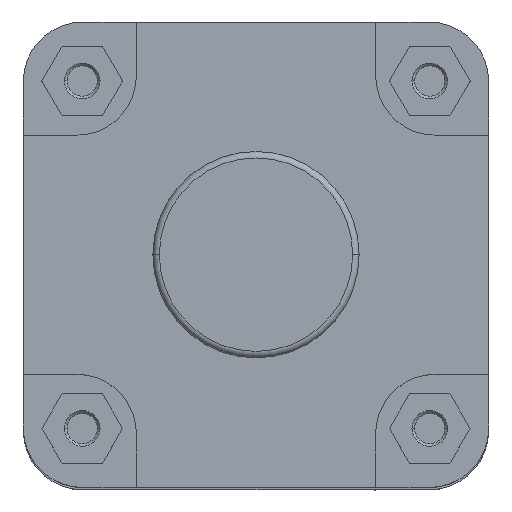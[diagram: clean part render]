
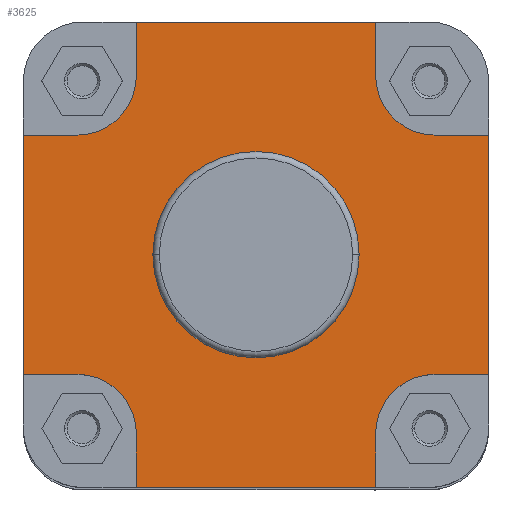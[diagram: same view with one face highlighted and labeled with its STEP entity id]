
A CAD part, top view. The second image highlights one B-rep face of the part: STEP entity #3625.
In plain terms, the highlighted planar face has unit normal (0, 0, 1).
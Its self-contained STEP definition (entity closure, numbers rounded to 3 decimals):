
#301 = VERTEX_POINT ( 'NONE', #6008 ) ;
#302 = VERTEX_POINT ( 'NONE', #6009 ) ;
#316 = VERTEX_POINT ( 'NONE', #6023 ) ;
#321 = VERTEX_POINT ( 'NONE', #6028 ) ;
#323 = VERTEX_POINT ( 'NONE', #6030 ) ;
#333 = VERTEX_POINT ( 'NONE', #6040 ) ;
#341 = VERTEX_POINT ( 'NONE', #6048 ) ;
#355 = VERTEX_POINT ( 'NONE', #6062 ) ;
#358 = VERTEX_POINT ( 'NONE', #6065 ) ;
#359 = VERTEX_POINT ( 'NONE', #6066 ) ;
#361 = VERTEX_POINT ( 'NONE', #6068 ) ;
#378 = VERTEX_POINT ( 'NONE', #6085 ) ;
#388 = VERTEX_POINT ( 'NONE', #6095 ) ;
#389 = VERTEX_POINT ( 'NONE', #6096 ) ;
#390 = VERTEX_POINT ( 'NONE', #6097 ) ;
#391 = VERTEX_POINT ( 'NONE', #6098 ) ;
#397 = VERTEX_POINT ( 'NONE', #6104 ) ;
#421 = VERTEX_POINT ( 'NONE', #6128 ) ;
#786 = FACE_BOUND ( 'NONE', #2981, .T. ) ;
#789 = FACE_OUTER_BOUND ( 'NONE', #3121, .T. ) ;
#1201 = CIRCLE ( 'NONE', #4503, 39.9 ) ;
#1315 = LINE ( 'NONE', #2352, #1316 ) ;
#1316 = VECTOR ( 'NONE', #2353, 1000. ) ;
#1318 = VECTOR ( 'NONE', #2360, 1000. ) ;
#1319 = LINE ( 'NONE', #2346, #1321 ) ;
#1321 = VECTOR ( 'NONE', #2354, 1000. ) ;
#1322 = LINE ( 'NONE', #2359, #1318 ) ;
#1323 = VECTOR ( 'NONE', #2364, 1000. ) ;
#1324 = VECTOR ( 'NONE', #2372, 1000. ) ;
#1325 = CIRCLE ( 'NONE', #4529, 39.9 ) ;
#1327 = LINE ( 'NONE', #2358, #1323 ) ;
#1328 = CIRCLE ( 'NONE', #4527, 23. ) ;
#1329 = LINE ( 'NONE', #2366, #1330 ) ;
#1330 = VECTOR ( 'NONE', #2367, 1000. ) ;
#1331 = LINE ( 'NONE', #2371, #1334 ) ;
#1332 = LINE ( 'NONE', #2365, #1324 ) ;
#1333 = CIRCLE ( 'NONE', #4528, 23. ) ;
#1334 = VECTOR ( 'NONE', #2373, 1000. ) ;
#1335 = VECTOR ( 'NONE', #2381, 1000. ) ;
#1336 = LINE ( 'NONE', #2375, #1337 ) ;
#1337 = VECTOR ( 'NONE', #2376, 1000. ) ;
#1338 = LINE ( 'NONE', #2380, #1341 ) ;
#1339 = LINE ( 'NONE', #2374, #1335 ) ;
#1340 = CIRCLE ( 'NONE', #4532, 23. ) ;
#1341 = VECTOR ( 'NONE', #2382, 1000. ) ;
#1342 = VECTOR ( 'NONE', #2391, 1000. ) ;
#1343 = LINE ( 'NONE', #2384, #1344 ) ;
#1344 = VECTOR ( 'NONE', #2385, 1000. ) ;
#1347 = LINE ( 'NONE', #2383, #1342 ) ;
#1348 = CIRCLE ( 'NONE', #4533, 23. ) ;
#2183 = CARTESIAN_POINT ( 'NONE',  ( 0., 0., -10. ) ) ;
#2185 = DIRECTION ( 'NONE',  ( 0., 0., 1. ) ) ;
#2186 = DIRECTION ( 'NONE',  ( 1., 0., 0. ) ) ;
#2346 = CARTESIAN_POINT ( 'NONE',  ( -46.25, -69.25, -10. ) ) ;
#2352 = CARTESIAN_POINT ( 'NONE',  ( -90., -46.25, -10. ) ) ;
#2353 = DIRECTION ( 'NONE',  ( -1., 0., 0. ) ) ;
#2354 = DIRECTION ( 'NONE',  ( 0., 1., 0. ) ) ;
#2355 = CARTESIAN_POINT ( 'NONE',  ( 0., 0., -10. ) ) ;
#2356 = DIRECTION ( 'NONE',  ( 0., 0., 1. ) ) ;
#2357 = DIRECTION ( 'NONE',  ( 1., 0., 0. ) ) ;
#2358 = CARTESIAN_POINT ( 'NONE',  ( 0., -90., -10. ) ) ;
#2359 = CARTESIAN_POINT ( 'NONE',  ( -90., -198.141, -10. ) ) ;
#2360 = DIRECTION ( 'NONE',  ( 0., -1., 0. ) ) ;
#2361 = CARTESIAN_POINT ( 'NONE',  ( -69.25, -69.25, -10. ) ) ;
#2362 = DIRECTION ( 'NONE',  ( 0., 0., 1. ) ) ;
#2363 = DIRECTION ( 'NONE',  ( -1., 0., 0. ) ) ;
#2364 = DIRECTION ( 'NONE',  ( 1., 0., 0. ) ) ;
#2365 = CARTESIAN_POINT ( 'NONE',  ( 69.25, -46.25, -10. ) ) ;
#2366 = CARTESIAN_POINT ( 'NONE',  ( 46.25, -90., -10. ) ) ;
#2367 = DIRECTION ( 'NONE',  ( 0., -1., 0. ) ) ;
#2368 = CARTESIAN_POINT ( 'NONE',  ( 69.25, -69.25, -10. ) ) ;
#2369 = DIRECTION ( 'NONE',  ( 0., 0., 1. ) ) ;
#2370 = DIRECTION ( 'NONE',  ( -1., 0., 0. ) ) ;
#2371 = CARTESIAN_POINT ( 'NONE',  ( 90., -198.141, -10. ) ) ;
#2372 = DIRECTION ( 'NONE',  ( -1., 0., 0. ) ) ;
#2373 = DIRECTION ( 'NONE',  ( 0., -1., 0. ) ) ;
#2374 = CARTESIAN_POINT ( 'NONE',  ( 46.25, 69.25, -10. ) ) ;
#2375 = CARTESIAN_POINT ( 'NONE',  ( 90., 46.25, -10. ) ) ;
#2376 = DIRECTION ( 'NONE',  ( 1., 0., 0. ) ) ;
#2377 = CARTESIAN_POINT ( 'NONE',  ( 69.25, 69.25, -10. ) ) ;
#2378 = DIRECTION ( 'NONE',  ( 0., 0., 1. ) ) ;
#2379 = DIRECTION ( 'NONE',  ( -1., 0., 0. ) ) ;
#2380 = CARTESIAN_POINT ( 'NONE',  ( 0., 90., -10. ) ) ;
#2381 = DIRECTION ( 'NONE',  ( 0., -1., 0. ) ) ;
#2382 = DIRECTION ( 'NONE',  ( 1., 0., 0. ) ) ;
#2383 = CARTESIAN_POINT ( 'NONE',  ( -69.25, 46.25, -10. ) ) ;
#2384 = CARTESIAN_POINT ( 'NONE',  ( -46.25, 90., -10. ) ) ;
#2385 = DIRECTION ( 'NONE',  ( 0., 1., 0. ) ) ;
#2386 = CARTESIAN_POINT ( 'NONE',  ( -69.25, 69.25, -10. ) ) ;
#2387 = DIRECTION ( 'NONE',  ( 0., 0., 1. ) ) ;
#2388 = DIRECTION ( 'NONE',  ( -1., 0., 0. ) ) ;
#2391 = DIRECTION ( 'NONE',  ( 1., 0., 0. ) ) ;
#2981 = EDGE_LOOP ( 'NONE', ( #4711, #4710 ) ) ;
#3121 = EDGE_LOOP ( 'NONE', ( #4709, #4708, #4707, #4706, #4705, #4704, #4703, #4702, #4701, #4700, #4699, #4698, #4697, #4696, #4695, #4694 ) ) ;
#3625 = ADVANCED_FACE ( 'NONE', ( #786, #789 ), #7023, .F. ) ;
#3880 = EDGE_CURVE ( 'NONE', #388, #302, #1201, .T. ) ;
#3952 = EDGE_CURVE ( 'NONE', #421, #389, #1315, .T. ) ;
#3953 = EDGE_CURVE ( 'NONE', #391, #355, #1319, .T. ) ;
#3954 = EDGE_CURVE ( 'NONE', #302, #388, #1325, .T. ) ;
#3955 = EDGE_CURVE ( 'NONE', #378, #389, #1322, .T. ) ;
#3956 = EDGE_CURVE ( 'NONE', #355, #421, #1328, .T. ) ;
#3957 = EDGE_CURVE ( 'NONE', #391, #316, #1327, .T. ) ;
#3958 = EDGE_CURVE ( 'NONE', #321, #316, #1329, .T. ) ;
#3959 = EDGE_CURVE ( 'NONE', #323, #321, #1333, .T. ) ;
#3960 = EDGE_CURVE ( 'NONE', #390, #323, #1332, .T. ) ;
#3961 = EDGE_CURVE ( 'NONE', #397, #390, #1331, .T. ) ;
#3962 = EDGE_CURVE ( 'NONE', #361, #397, #1336, .T. ) ;
#3963 = EDGE_CURVE ( 'NONE', #333, #361, #1340, .T. ) ;
#3964 = EDGE_CURVE ( 'NONE', #359, #333, #1339, .T. ) ;
#3965 = EDGE_CURVE ( 'NONE', #358, #359, #1338, .T. ) ;
#3966 = EDGE_CURVE ( 'NONE', #301, #358, #1343, .T. ) ;
#3967 = EDGE_CURVE ( 'NONE', #341, #301, #1348, .T. ) ;
#3968 = EDGE_CURVE ( 'NONE', #378, #341, #1347, .T. ) ;
#4403 = AXIS2_PLACEMENT_3D ( 'NONE', #7022, #7024, #7025 ) ;
#4503 = AXIS2_PLACEMENT_3D ( 'NONE', #2183, #2185, #2186 ) ;
#4527 = AXIS2_PLACEMENT_3D ( 'NONE', #2361, #2362, #2363 ) ;
#4528 = AXIS2_PLACEMENT_3D ( 'NONE', #2368, #2369, #2370 ) ;
#4529 = AXIS2_PLACEMENT_3D ( 'NONE', #2355, #2356, #2357 ) ;
#4532 = AXIS2_PLACEMENT_3D ( 'NONE', #2377, #2378, #2379 ) ;
#4533 = AXIS2_PLACEMENT_3D ( 'NONE', #2386, #2387, #2388 ) ;
#4694 = ORIENTED_EDGE ( 'NONE', *, *, #3968, .F. ) ;
#4695 = ORIENTED_EDGE ( 'NONE', *, *, #3967, .F. ) ;
#4696 = ORIENTED_EDGE ( 'NONE', *, *, #3966, .F. ) ;
#4697 = ORIENTED_EDGE ( 'NONE', *, *, #3965, .F. ) ;
#4698 = ORIENTED_EDGE ( 'NONE', *, *, #3964, .F. ) ;
#4699 = ORIENTED_EDGE ( 'NONE', *, *, #3963, .F. ) ;
#4700 = ORIENTED_EDGE ( 'NONE', *, *, #3962, .F. ) ;
#4701 = ORIENTED_EDGE ( 'NONE', *, *, #3961, .F. ) ;
#4702 = ORIENTED_EDGE ( 'NONE', *, *, #3960, .F. ) ;
#4703 = ORIENTED_EDGE ( 'NONE', *, *, #3959, .F. ) ;
#4704 = ORIENTED_EDGE ( 'NONE', *, *, #3958, .F. ) ;
#4705 = ORIENTED_EDGE ( 'NONE', *, *, #3957, .T. ) ;
#4706 = ORIENTED_EDGE ( 'NONE', *, *, #3953, .F. ) ;
#4707 = ORIENTED_EDGE ( 'NONE', *, *, #3956, .F. ) ;
#4708 = ORIENTED_EDGE ( 'NONE', *, *, #3952, .F. ) ;
#4709 = ORIENTED_EDGE ( 'NONE', *, *, #3955, .T. ) ;
#4710 = ORIENTED_EDGE ( 'NONE', *, *, #3954, .F. ) ;
#4711 = ORIENTED_EDGE ( 'NONE', *, *, #3880, .F. ) ;
#6008 = CARTESIAN_POINT ( 'NONE',  ( -46.25, 69.25, -10. ) ) ;
#6009 = CARTESIAN_POINT ( 'NONE',  ( -39.9, 0., -10. ) ) ;
#6023 = CARTESIAN_POINT ( 'NONE',  ( 46.25, -90., -10. ) ) ;
#6028 = CARTESIAN_POINT ( 'NONE',  ( 46.25, -69.25, -10. ) ) ;
#6030 = CARTESIAN_POINT ( 'NONE',  ( 69.25, -46.25, -10. ) ) ;
#6040 = CARTESIAN_POINT ( 'NONE',  ( 46.25, 69.25, -10. ) ) ;
#6048 = CARTESIAN_POINT ( 'NONE',  ( -69.25, 46.25, -10. ) ) ;
#6062 = CARTESIAN_POINT ( 'NONE',  ( -46.25, -69.25, -10. ) ) ;
#6065 = CARTESIAN_POINT ( 'NONE',  ( -46.25, 90., -10. ) ) ;
#6066 = CARTESIAN_POINT ( 'NONE',  ( 46.25, 90., -10. ) ) ;
#6068 = CARTESIAN_POINT ( 'NONE',  ( 69.25, 46.25, -10. ) ) ;
#6085 = CARTESIAN_POINT ( 'NONE',  ( -90., 46.25, -10. ) ) ;
#6095 = CARTESIAN_POINT ( 'NONE',  ( 39.9, 0., -10. ) ) ;
#6096 = CARTESIAN_POINT ( 'NONE',  ( -90., -46.25, -10. ) ) ;
#6097 = CARTESIAN_POINT ( 'NONE',  ( 90., -46.25, -10. ) ) ;
#6098 = CARTESIAN_POINT ( 'NONE',  ( -46.25, -90., -10. ) ) ;
#6104 = CARTESIAN_POINT ( 'NONE',  ( 90., 46.25, -10. ) ) ;
#6128 = CARTESIAN_POINT ( 'NONE',  ( -69.25, -46.25, -10. ) ) ;
#7022 = CARTESIAN_POINT ( 'NONE',  ( 0., 39.9, -10. ) ) ;
#7023 = PLANE ( 'NONE',  #4403 ) ;
#7024 = DIRECTION ( 'NONE',  ( 0., 0., -1. ) ) ;
#7025 = DIRECTION ( 'NONE',  ( -1., 0., 0. ) ) ;
